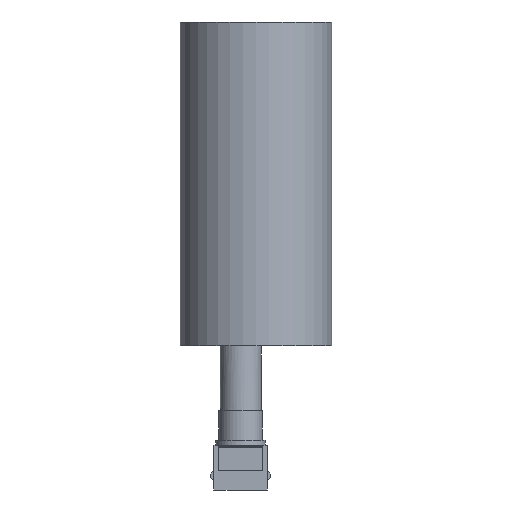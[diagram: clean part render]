
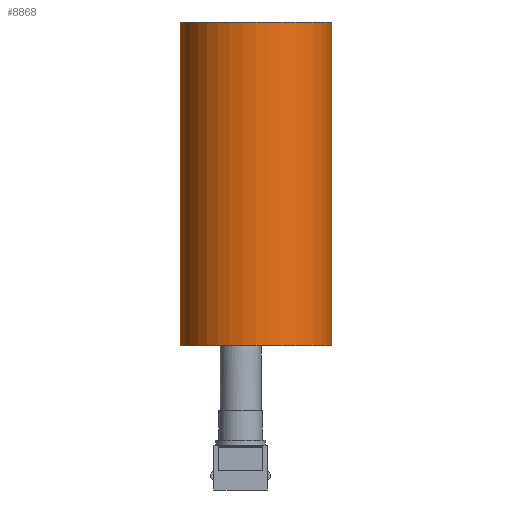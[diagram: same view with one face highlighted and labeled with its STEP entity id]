
A CAD part, left-side view. The second image highlights one B-rep face of the part: STEP entity #8868.
In plain terms, the highlighted cylindrical face has radius 15.25 mm (diameter 30.5 mm), a full revolution.
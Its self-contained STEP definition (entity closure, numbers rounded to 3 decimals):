
#925=FACE_OUTER_BOUND('',#1436,.T.);
#1436=EDGE_LOOP('',(#8255,#8256,#8257,#8258));
#2477=LINE('',#14550,#3506);
#3506=VECTOR('',#11974,15.25);
#3709=CIRCLE('',#9582,15.25);
#3710=CIRCLE('',#9583,15.25);
#4540=VERTEX_POINT('',#14547);
#4541=VERTEX_POINT('',#14549);
#5781=EDGE_CURVE('',#4540,#4540,#3709,.T.);
#5782=EDGE_CURVE('',#4540,#4541,#2477,.T.);
#5783=EDGE_CURVE('',#4541,#4541,#3710,.T.);
#8255=ORIENTED_EDGE('',*,*,#5781,.F.);
#8256=ORIENTED_EDGE('',*,*,#5782,.T.);
#8257=ORIENTED_EDGE('',*,*,#5783,.T.);
#8258=ORIENTED_EDGE('',*,*,#5782,.F.);
#8406=CYLINDRICAL_SURFACE('',#9581,15.25);
#8868=ADVANCED_FACE('',(#925),#8406,.T.);
#9581=AXIS2_PLACEMENT_3D('',#14546,#11970,#11971);
#9582=AXIS2_PLACEMENT_3D('',#14548,#11972,#11973);
#9583=AXIS2_PLACEMENT_3D('',#14551,#11975,#11976);
#11970=DIRECTION('center_axis',(0.,0.,1.));
#11971=DIRECTION('ref_axis',(-1.,0.,0.));
#11972=DIRECTION('center_axis',(0.,0.,1.));
#11973=DIRECTION('ref_axis',(-1.,0.,0.));
#11974=DIRECTION('',(0.,0.,-1.));
#11975=DIRECTION('center_axis',(0.,0.,1.));
#11976=DIRECTION('ref_axis',(-1.,0.,0.));
#14546=CARTESIAN_POINT('Origin',(72.75,2.3,29.));
#14547=CARTESIAN_POINT('',(88.,2.3,94.2));
#14548=CARTESIAN_POINT('Origin',(72.75,2.3,94.2));
#14549=CARTESIAN_POINT('',(88.,2.3,29.));
#14550=CARTESIAN_POINT('',(88.,2.3,29.));
#14551=CARTESIAN_POINT('Origin',(72.75,2.3,29.));
